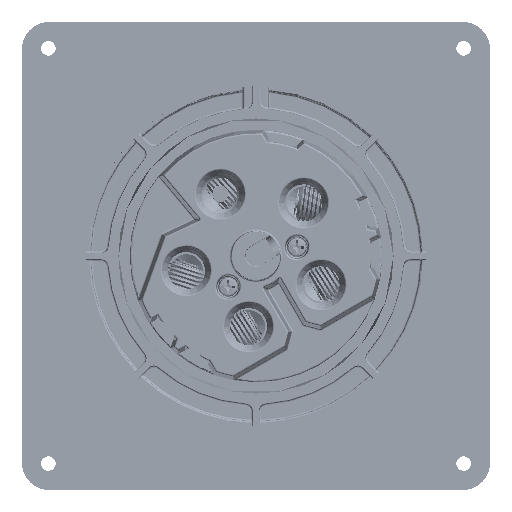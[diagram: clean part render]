
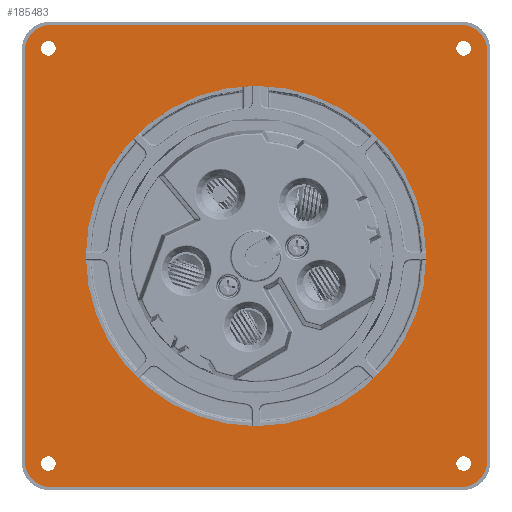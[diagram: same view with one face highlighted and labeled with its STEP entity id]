
A CAD part, top view. The second image highlights one B-rep face of the part: STEP entity #185483.
In plain terms, the highlighted planar face has unit normal (0, 0, 1).
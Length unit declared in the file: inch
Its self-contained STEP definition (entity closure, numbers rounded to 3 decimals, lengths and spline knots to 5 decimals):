
#6758 = DIRECTION ( 'NONE',  ( 1., 0., 0. ) ) ;
#13481 = CIRCLE ( 'NONE', #67395, 0.32 ) ;
#15476 = CARTESIAN_POINT ( 'NONE',  ( 0., 0., 2.14128 ) ) ;
#15761 = VERTEX_POINT ( 'NONE', #173901 ) ;
#19654 = CARTESIAN_POINT ( 'NONE',  ( 2.72, -2.72, 2.14128 ) ) ;
#21005 = ORIENTED_EDGE ( 'NONE', *, *, #65965, .T. ) ;
#21651 = ORIENTED_EDGE ( 'NONE', *, *, #353444, .T. ) ;
#21836 = VERTEX_POINT ( 'NONE', #23940 ) ;
#23383 = VERTEX_POINT ( 'NONE', #198623 ) ;
#23940 = CARTESIAN_POINT ( 'NONE',  ( -2.35495, 2.43995, 2.14128 ) ) ;
#31525 = DIRECTION ( 'NONE',  ( 1., 0., 0. ) ) ;
#31612 = CARTESIAN_POINT ( 'NONE',  ( 2.4, 2.4, 2.14128 ) ) ;
#38207 = CARTESIAN_POINT ( 'NONE',  ( -2.4, 2.4, 2.14128 ) ) ;
#39041 = CARTESIAN_POINT ( 'NONE',  ( 2.72, 2.72, 2.14128 ) ) ;
#50931 = DIRECTION ( 'NONE',  ( 0., 0., 1. ) ) ;
#53485 = CARTESIAN_POINT ( 'NONE',  ( 2.4, 2.72, 2.14128 ) ) ;
#53795 = ORIENTED_EDGE ( 'NONE', *, *, #216983, .T. ) ;
#57470 = EDGE_CURVE ( 'NONE', #192633, #15761, #148384, .T. ) ;
#60252 = ORIENTED_EDGE ( 'NONE', *, *, #199612, .F. ) ;
#64776 = EDGE_CURVE ( 'NONE', #23383, #376243, #145905, .T. ) ;
#64919 = AXIS2_PLACEMENT_3D ( 'NONE', #38207, #141458, #363299 ) ;
#65384 = DIRECTION ( 'NONE',  ( 0., 0., 1. ) ) ;
#65965 = EDGE_CURVE ( 'NONE', #376243, #98903, #375339, .T. ) ;
#67395 = AXIS2_PLACEMENT_3D ( 'NONE', #31612, #65384, #168698 ) ;
#69926 = VECTOR ( 'NONE', #74677, 39.37008 ) ;
#70504 = EDGE_LOOP ( 'NONE', ( #105052 ) ) ;
#70609 = VERTEX_POINT ( 'NONE', #266853 ) ;
#74626 = FACE_BOUND ( 'NONE', #94231, .T. ) ;
#74677 = DIRECTION ( 'NONE',  ( 1., 0., 0. ) ) ;
#79069 = VERTEX_POINT ( 'NONE', #126417 ) ;
#81579 = CARTESIAN_POINT ( 'NONE',  ( 2.52495, 2.43995, 2.14128 ) ) ;
#89915 = VERTEX_POINT ( 'NONE', #218691 ) ;
#93098 = AXIS2_PLACEMENT_3D ( 'NONE', #189836, #231830, #128385 ) ;
#93360 = ORIENTED_EDGE ( 'NONE', *, *, #382073, .F. ) ;
#94231 = EDGE_LOOP ( 'NONE', ( #93360 ) ) ;
#95017 = CARTESIAN_POINT ( 'NONE',  ( 2.52495, -2.43995, 2.14128 ) ) ;
#98113 = CARTESIAN_POINT ( 'NONE',  ( -2.72, -2.4, 2.14128 ) ) ;
#98221 = DIRECTION ( 'NONE',  ( 0., 1., 0. ) ) ;
#98903 = VERTEX_POINT ( 'NONE', #98113 ) ;
#102355 = EDGE_CURVE ( 'NONE', #300381, #79069, #292360, .T. ) ;
#104862 = CIRCLE ( 'NONE', #246591, 2. ) ;
#105052 = ORIENTED_EDGE ( 'NONE', *, *, #349613, .F. ) ;
#107705 = EDGE_LOOP ( 'NONE', ( #60252 ) ) ;
#117672 = DIRECTION ( 'NONE',  ( 0., -1., 0. ) ) ;
#121924 = CIRCLE ( 'NONE', #263594, 0.32 ) ;
#124813 = CARTESIAN_POINT ( 'NONE',  ( -2.43995, 2.43995, 2.14128 ) ) ;
#125089 = EDGE_CURVE ( 'NONE', #79069, #334888, #13481, .T. ) ;
#126417 = CARTESIAN_POINT ( 'NONE',  ( 2.72, 2.4, 2.14128 ) ) ;
#128385 = DIRECTION ( 'NONE',  ( 1., 0., 0. ) ) ;
#139927 = FACE_BOUND ( 'NONE', #146170, .T. ) ;
#141458 = DIRECTION ( 'NONE',  ( 0., 0., 1. ) ) ;
#145905 = CIRCLE ( 'NONE', #64919, 0.32 ) ;
#146170 = EDGE_LOOP ( 'NONE', ( #408464 ) ) ;
#148384 = LINE ( 'NONE', #19654, #69926 ) ;
#149311 = AXIS2_PLACEMENT_3D ( 'NONE', #15476, #308675, #211792 ) ;
#158230 = CARTESIAN_POINT ( 'NONE',  ( 0., 0., 2.14128 ) ) ;
#158594 = AXIS2_PLACEMENT_3D ( 'NONE', #270393, #393039, #6758 ) ;
#168698 = DIRECTION ( 'NONE',  ( 1., 0., 0. ) ) ;
#173901 = CARTESIAN_POINT ( 'NONE',  ( 2.4, -2.72, 2.14128 ) ) ;
#175008 = EDGE_CURVE ( 'NONE', #70609, #70609, #104862, .T. ) ;
#180626 = VECTOR ( 'NONE', #117672, 39.37008 ) ;
#184072 = DIRECTION ( 'NONE',  ( 0., 0., 1. ) ) ;
#185483 = ADVANCED_FACE ( 'NONE', ( #323816, #325904, #195129, #201433, #74626, #139927 ), #262505, .T. ) ;
#189836 = CARTESIAN_POINT ( 'NONE',  ( 2.4, -2.4, 2.14128 ) ) ;
#189957 = CIRCLE ( 'NONE', #304249, 0.085 ) ;
#191379 = CARTESIAN_POINT ( 'NONE',  ( 2.72, 2.72, 2.14128 ) ) ;
#192633 = VERTEX_POINT ( 'NONE', #272946 ) ;
#195129 = FACE_BOUND ( 'NONE', #70504, .T. ) ;
#198623 = CARTESIAN_POINT ( 'NONE',  ( -2.4, 2.72, 2.14128 ) ) ;
#199612 = EDGE_CURVE ( 'NONE', #21836, #21836, #227262, .T. ) ;
#201433 = FACE_OUTER_BOUND ( 'NONE', #415434, .T. ) ;
#205684 = CIRCLE ( 'NONE', #158594, 0.085 ) ;
#211792 = DIRECTION ( 'NONE',  ( 1., 0., 0. ) ) ;
#216983 = EDGE_CURVE ( 'NONE', #98903, #192633, #121924, .T. ) ;
#218691 = CARTESIAN_POINT ( 'NONE',  ( -2.35495, -2.43995, 2.14128 ) ) ;
#227262 = CIRCLE ( 'NONE', #301253, 0.085 ) ;
#229177 = LINE ( 'NONE', #191379, #322227 ) ;
#231830 = DIRECTION ( 'NONE',  ( 0., 0., 1. ) ) ;
#237242 = CARTESIAN_POINT ( 'NONE',  ( 2.72, -2.4, 2.14128 ) ) ;
#240649 = CARTESIAN_POINT ( 'NONE',  ( -2.43995, -2.43995, 2.14128 ) ) ;
#246591 = AXIS2_PLACEMENT_3D ( 'NONE', #158230, #318558, #31525 ) ;
#262505 = PLANE ( 'NONE',  #149311 ) ;
#263594 = AXIS2_PLACEMENT_3D ( 'NONE', #403496, #50931, #369757 ) ;
#266853 = CARTESIAN_POINT ( 'NONE',  ( 2., 0., 2.14128 ) ) ;
#268168 = DIRECTION ( 'NONE',  ( 1., 0., 0. ) ) ;
#270393 = CARTESIAN_POINT ( 'NONE',  ( 2.43995, -2.43995, 2.14128 ) ) ;
#272946 = CARTESIAN_POINT ( 'NONE',  ( -2.4, -2.72, 2.14128 ) ) ;
#273990 = CARTESIAN_POINT ( 'NONE',  ( -2.72, 2.72, 2.14128 ) ) ;
#275073 = CIRCLE ( 'NONE', #93098, 0.32 ) ;
#277706 = ORIENTED_EDGE ( 'NONE', *, *, #125089, .T. ) ;
#285302 = DIRECTION ( 'NONE',  ( 1., 0., 0. ) ) ;
#286202 = DIRECTION ( 'NONE',  ( -1., 0., 0. ) ) ;
#292360 = LINE ( 'NONE', #39041, #305580 ) ;
#300381 = VERTEX_POINT ( 'NONE', #237242 ) ;
#301253 = AXIS2_PLACEMENT_3D ( 'NONE', #124813, #376281, #285302 ) ;
#304249 = AXIS2_PLACEMENT_3D ( 'NONE', #240649, #401147, #268168 ) ;
#305580 = VECTOR ( 'NONE', #98221, 39.37008 ) ;
#308675 = DIRECTION ( 'NONE',  ( 0., 0., 1. ) ) ;
#312747 = DIRECTION ( 'NONE',  ( 1., 0., 0. ) ) ;
#318558 = DIRECTION ( 'NONE',  ( 0., 0., 1. ) ) ;
#322227 = VECTOR ( 'NONE', #286202, 39.37008 ) ;
#323816 = FACE_BOUND ( 'NONE', #343574, .T. ) ;
#325904 = FACE_BOUND ( 'NONE', #107705, .T. ) ;
#327948 = AXIS2_PLACEMENT_3D ( 'NONE', #369970, #184072, #312747 ) ;
#334888 = VERTEX_POINT ( 'NONE', #53485 ) ;
#340284 = ORIENTED_EDGE ( 'NONE', *, *, #360474, .T. ) ;
#340420 = ORIENTED_EDGE ( 'NONE', *, *, #57470, .T. ) ;
#343574 = EDGE_LOOP ( 'NONE', ( #375977 ) ) ;
#349613 = EDGE_CURVE ( 'NONE', #416040, #416040, #205684, .T. ) ;
#353444 = EDGE_CURVE ( 'NONE', #15761, #300381, #275073, .T. ) ;
#360474 = EDGE_CURVE ( 'NONE', #334888, #23383, #229177, .T. ) ;
#363299 = DIRECTION ( 'NONE',  ( 1., 0., 0. ) ) ;
#369757 = DIRECTION ( 'NONE',  ( 1., 0., 0. ) ) ;
#369970 = CARTESIAN_POINT ( 'NONE',  ( 2.43995, 2.43995, 2.14128 ) ) ;
#375339 = LINE ( 'NONE', #273990, #180626 ) ;
#375977 = ORIENTED_EDGE ( 'NONE', *, *, #175008, .F. ) ;
#376243 = VERTEX_POINT ( 'NONE', #386319 ) ;
#376281 = DIRECTION ( 'NONE',  ( 0., 0., 1. ) ) ;
#382073 = EDGE_CURVE ( 'NONE', #404524, #404524, #387750, .T. ) ;
#386319 = CARTESIAN_POINT ( 'NONE',  ( -2.72, 2.4, 2.14128 ) ) ;
#387750 = CIRCLE ( 'NONE', #327948, 0.085 ) ;
#393039 = DIRECTION ( 'NONE',  ( 0., 0., 1. ) ) ;
#396089 = EDGE_CURVE ( 'NONE', #89915, #89915, #189957, .T. ) ;
#396606 = ORIENTED_EDGE ( 'NONE', *, *, #102355, .T. ) ;
#398610 = ORIENTED_EDGE ( 'NONE', *, *, #64776, .T. ) ;
#401147 = DIRECTION ( 'NONE',  ( 0., 0., 1. ) ) ;
#403496 = CARTESIAN_POINT ( 'NONE',  ( -2.4, -2.4, 2.14128 ) ) ;
#404524 = VERTEX_POINT ( 'NONE', #81579 ) ;
#408464 = ORIENTED_EDGE ( 'NONE', *, *, #396089, .F. ) ;
#415434 = EDGE_LOOP ( 'NONE', ( #396606, #277706, #340284, #398610, #21005, #53795, #340420, #21651 ) ) ;
#416040 = VERTEX_POINT ( 'NONE', #95017 ) ;
